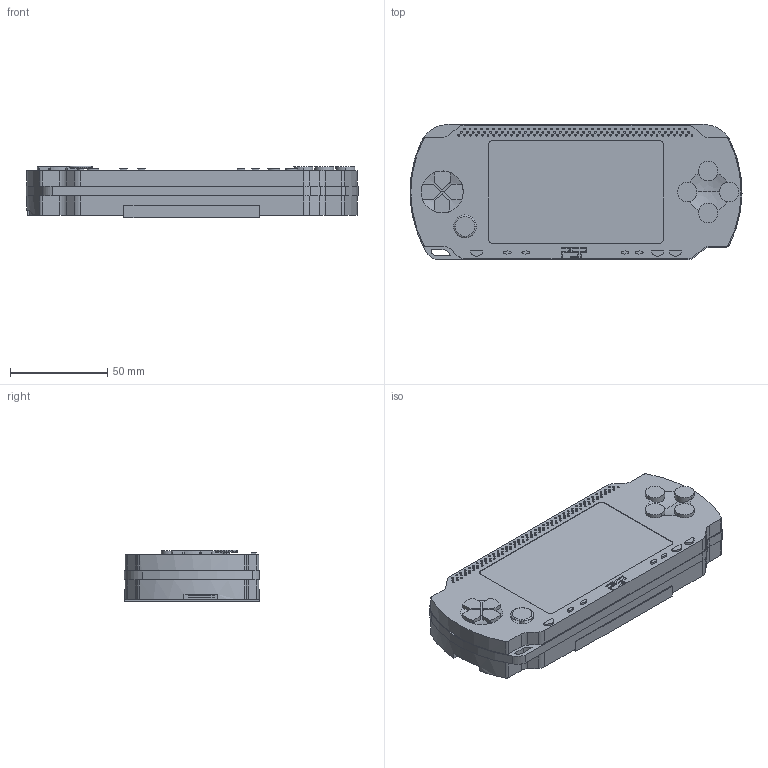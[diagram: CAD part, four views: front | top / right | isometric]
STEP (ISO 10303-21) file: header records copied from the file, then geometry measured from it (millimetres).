
FILE_DESCRIPTION((''),'2;1');
FILE_NAME('PSP','2019-07-01T11:05:37',('Tanishq'),(''),'CREO PARAMETRIC BY PTC INC, 2018050','CREO PARAMETRIC BY PTC INC, 2018050','');
FILE_SCHEMA(('CONFIG_CONTROL_DESIGN'));
Length unit declared in the file: millimetre
Products named in the file (1): PSP
Bounding box: 170.92 x 69.67 x 26.4 mm (x, y, z)
Volume: 253328 mm3; surface area: 49218 mm2
Topology: 1 solids, 2 shells, 694 faces, 1620 edges, 1072 vertices
Faces by surface type: cylinder 345, plane 333, extrusion 8, bspline 4, torus 4
Entity records: 20432 total; most frequent: DIRECTION 3736, CARTESIAN_POINT 3724, ORIENTED_EDGE 3240, EDGE_CURVE 1620, AXIS2_PLACEMENT_3D 1440, VERTEX_POINT 1072, VECTOR 856, LINE 848
